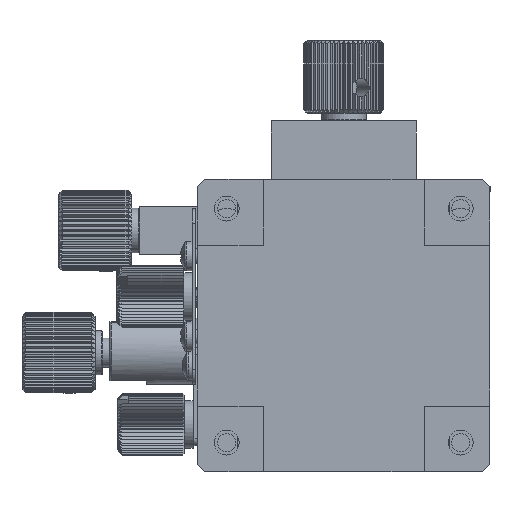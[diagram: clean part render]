
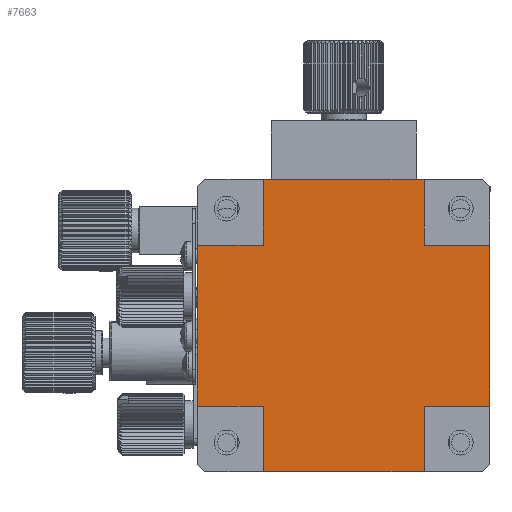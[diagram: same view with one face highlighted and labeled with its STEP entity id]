
A CAD part, front view. The second image highlights one B-rep face of the part: STEP entity #7663.
In plain terms, the highlighted planar face has unit normal (0, -1, 0).
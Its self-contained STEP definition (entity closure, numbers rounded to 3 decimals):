
#774 = ORIENTED_EDGE ( 'NONE', *, *, #38353, .T. ) ;
#6937 = LINE ( 'NONE', #176351, #109798 ) ;
#7661 = VECTOR ( 'NONE', #124749, 1000. ) ;
#7663 = ADVANCED_FACE ( 'NONE', ( #87522 ), #142212, .T. ) ;
#8932 = DIRECTION ( 'NONE',  ( 0., 0., 1. ) ) ;
#9800 = VECTOR ( 'NONE', #8932, 1000. ) ;
#10261 = VECTOR ( 'NONE', #116913, 1000. ) ;
#10749 = CARTESIAN_POINT ( 'NONE',  ( 33.407, 0.447, -1.444 ) ) ;
#13688 = EDGE_CURVE ( 'NONE', #53998, #125404, #177535, .T. ) ;
#15004 = VECTOR ( 'NONE', #25356, 1000. ) ;
#18377 = VERTEX_POINT ( 'NONE', #82331 ) ;
#19601 = ORIENTED_EDGE ( 'NONE', *, *, #91308, .T. ) ;
#22503 = ORIENTED_EDGE ( 'NONE', *, *, #13688, .T. ) ;
#22599 = LINE ( 'NONE', #177248, #15004 ) ;
#22988 = CARTESIAN_POINT ( 'NONE',  ( -6.593, 0.447, 9.556 ) ) ;
#23091 = EDGE_CURVE ( 'NONE', #182889, #53998, #79363, .T. ) ;
#24615 = LINE ( 'NONE', #37575, #154644 ) ;
#24735 = VERTEX_POINT ( 'NONE', #115379 ) ;
#25356 = DIRECTION ( 'NONE',  ( 0., 0., 1. ) ) ;
#25667 = CARTESIAN_POINT ( 'NONE',  ( 24.407, 0.447, 18.556 ) ) ;
#26268 = VECTOR ( 'NONE', #35837, 1000. ) ;
#33741 = EDGE_CURVE ( 'NONE', #49170, #79051, #24615, .T. ) ;
#33864 = EDGE_CURVE ( 'NONE', #125404, #88908, #177418, .T. ) ;
#34011 = ORIENTED_EDGE ( 'NONE', *, *, #33741, .T. ) ;
#35728 = DIRECTION ( 'NONE',  ( -1., 0., 0. ) ) ;
#35837 = DIRECTION ( 'NONE',  ( 0., 0., 1. ) ) ;
#37575 = CARTESIAN_POINT ( 'NONE',  ( 2.407, 0.447, -1.444 ) ) ;
#38353 = EDGE_CURVE ( 'NONE', #46622, #83107, #22599, .T. ) ;
#38483 = DIRECTION ( 'NONE',  ( 0., 0., -1. ) ) ;
#40433 = EDGE_CURVE ( 'NONE', #79051, #182889, #6937, .T. ) ;
#45314 = CARTESIAN_POINT ( 'NONE',  ( 2.407, 0.447, -12.444 ) ) ;
#46622 = VERTEX_POINT ( 'NONE', #166589 ) ;
#49170 = VERTEX_POINT ( 'NONE', #45314 ) ;
#50520 = LINE ( 'NONE', #119158, #51955 ) ;
#51955 = VECTOR ( 'NONE', #35728, 1000. ) ;
#53998 = VERTEX_POINT ( 'NONE', #74717 ) ;
#57756 = CARTESIAN_POINT ( 'NONE',  ( 13.407, 0.447, 18.556 ) ) ;
#61295 = LINE ( 'NONE', #159463, #10261 ) ;
#63765 = LINE ( 'NONE', #64684, #123106 ) ;
#64684 = CARTESIAN_POINT ( 'NONE',  ( 13.407, 0.447, -12.444 ) ) ;
#66970 = ORIENTED_EDGE ( 'NONE', *, *, #98398, .T. ) ;
#68082 = ORIENTED_EDGE ( 'NONE', *, *, #23091, .T. ) ;
#71508 = ORIENTED_EDGE ( 'NONE', *, *, #79559, .T. ) ;
#72723 = DIRECTION ( 'NONE',  ( 0., 0., -1. ) ) ;
#74669 = CARTESIAN_POINT ( 'NONE',  ( 13.407, 0.447, 9.556 ) ) ;
#74717 = CARTESIAN_POINT ( 'NONE',  ( 24.407, 0.447, -12.444 ) ) ;
#75126 = ORIENTED_EDGE ( 'NONE', *, *, #93296, .T. ) ;
#79051 = VERTEX_POINT ( 'NONE', #136579 ) ;
#79363 = LINE ( 'NONE', #161809, #26268 ) ;
#79559 = EDGE_CURVE ( 'NONE', #83107, #24735, #85554, .T. ) ;
#82331 = CARTESIAN_POINT ( 'NONE',  ( 2.407, 0.447, 9.556 ) ) ;
#83107 = VERTEX_POINT ( 'NONE', #25667 ) ;
#85554 = LINE ( 'NONE', #57756, #138505 ) ;
#87522 = FACE_OUTER_BOUND ( 'NONE', #170609, .T. ) ;
#88908 = VERTEX_POINT ( 'NONE', #119560 ) ;
#91152 = CARTESIAN_POINT ( 'NONE',  ( -6.593, 0.447, -1.444 ) ) ;
#91308 = EDGE_CURVE ( 'NONE', #150808, #96218, #175419, .T. ) ;
#93296 = EDGE_CURVE ( 'NONE', #18377, #150808, #172818, .T. ) ;
#96218 = VERTEX_POINT ( 'NONE', #169438 ) ;
#98398 = EDGE_CURVE ( 'NONE', #24735, #18377, #61295, .T. ) ;
#99145 = AXIS2_PLACEMENT_3D ( 'NONE', #103262, #159708, #72723 ) ;
#103262 = CARTESIAN_POINT ( 'NONE',  ( 13.407, 0.447, -1.444 ) ) ;
#106166 = CARTESIAN_POINT ( 'NONE',  ( 24.407, 0.447, -21.444 ) ) ;
#107190 = CARTESIAN_POINT ( 'NONE',  ( 13.407, 0.447, -12.444 ) ) ;
#109149 = DIRECTION ( 'NONE',  ( 1., 0., 0. ) ) ;
#109602 = VECTOR ( 'NONE', #132095, 1000. ) ;
#109798 = VECTOR ( 'NONE', #162448, 1000. ) ;
#111697 = ORIENTED_EDGE ( 'NONE', *, *, #138368, .T. ) ;
#115379 = CARTESIAN_POINT ( 'NONE',  ( 2.407, 0.447, 18.556 ) ) ;
#116913 = DIRECTION ( 'NONE',  ( 0., 0., -1. ) ) ;
#119158 = CARTESIAN_POINT ( 'NONE',  ( 13.407, 0.447, 9.556 ) ) ;
#119560 = CARTESIAN_POINT ( 'NONE',  ( 33.407, 0.447, 9.556 ) ) ;
#123106 = VECTOR ( 'NONE', #109149, 1000. ) ;
#123826 = ORIENTED_EDGE ( 'NONE', *, *, #33864, .T. ) ;
#124749 = DIRECTION ( 'NONE',  ( 1., 0., 0. ) ) ;
#125404 = VERTEX_POINT ( 'NONE', #127594 ) ;
#125680 = EDGE_CURVE ( 'NONE', #88908, #46622, #50520, .T. ) ;
#127594 = CARTESIAN_POINT ( 'NONE',  ( 33.407, 0.447, -12.444 ) ) ;
#129884 = ORIENTED_EDGE ( 'NONE', *, *, #125680, .T. ) ;
#132095 = DIRECTION ( 'NONE',  ( -1., 0., 0. ) ) ;
#132857 = DIRECTION ( 'NONE',  ( 0., 0., -1. ) ) ;
#136579 = CARTESIAN_POINT ( 'NONE',  ( 2.407, 0.447, -21.444 ) ) ;
#138368 = EDGE_CURVE ( 'NONE', #96218, #49170, #63765, .T. ) ;
#138505 = VECTOR ( 'NONE', #167038, 1000. ) ;
#142212 = PLANE ( 'NONE',  #99145 ) ;
#146788 = ORIENTED_EDGE ( 'NONE', *, *, #40433, .T. ) ;
#150808 = VERTEX_POINT ( 'NONE', #22988 ) ;
#154644 = VECTOR ( 'NONE', #38483, 1000. ) ;
#159463 = CARTESIAN_POINT ( 'NONE',  ( 2.407, 0.447, -1.444 ) ) ;
#159708 = DIRECTION ( 'NONE',  ( 0., -1., 0. ) ) ;
#161809 = CARTESIAN_POINT ( 'NONE',  ( 24.407, 0.447, -1.444 ) ) ;
#162448 = DIRECTION ( 'NONE',  ( 1., 0., 0. ) ) ;
#166589 = CARTESIAN_POINT ( 'NONE',  ( 24.407, 0.447, 9.556 ) ) ;
#167038 = DIRECTION ( 'NONE',  ( -1., 0., 0. ) ) ;
#169438 = CARTESIAN_POINT ( 'NONE',  ( -6.593, 0.447, -12.444 ) ) ;
#170609 = EDGE_LOOP ( 'NONE', ( #68082, #22503, #123826, #129884, #774, #71508, #66970, #75126, #19601, #111697, #34011, #146788 ) ) ;
#172818 = LINE ( 'NONE', #74669, #109602 ) ;
#174975 = VECTOR ( 'NONE', #132857, 1000. ) ;
#175419 = LINE ( 'NONE', #91152, #174975 ) ;
#176351 = CARTESIAN_POINT ( 'NONE',  ( 13.407, 0.447, -21.444 ) ) ;
#177248 = CARTESIAN_POINT ( 'NONE',  ( 24.407, 0.447, -1.444 ) ) ;
#177418 = LINE ( 'NONE', #10749, #9800 ) ;
#177535 = LINE ( 'NONE', #107190, #7661 ) ;
#182889 = VERTEX_POINT ( 'NONE', #106166 ) ;
